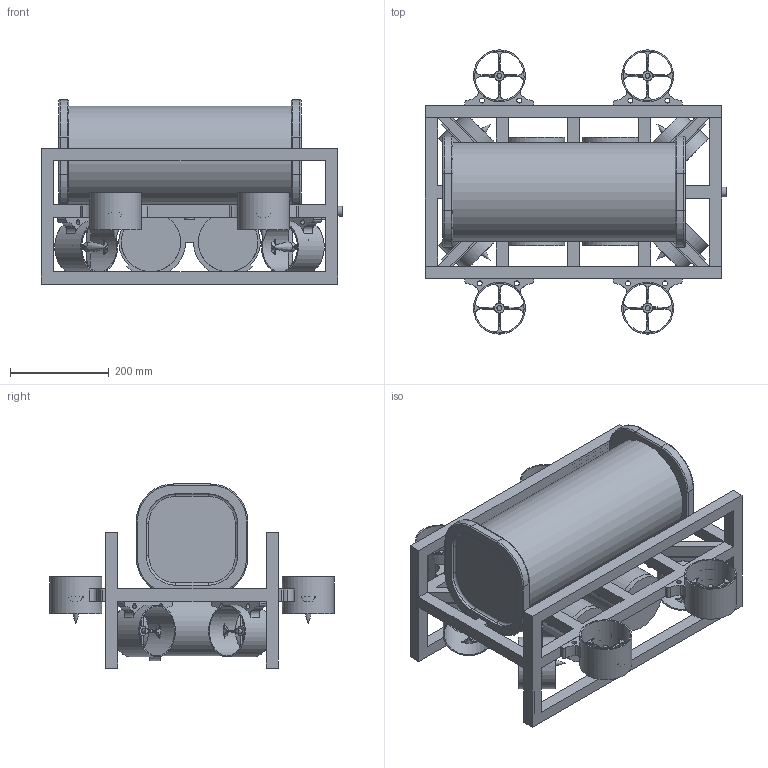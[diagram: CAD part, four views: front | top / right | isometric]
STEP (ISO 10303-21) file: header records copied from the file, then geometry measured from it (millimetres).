
FILE_DESCRIPTION(/* description */ (''),/* implementation_level */ '2;1');
FILE_NAME(/* name */ 'transformed_base_link v2.step',/* time_stamp */ '2025-05-03T16:44:57+05:30',/* author */ (''),/* organization */ (''),/* preprocessor_version */ 'ST-DEVELOPER v20.1',/* originating_system */ 'Autodesk Translation Framework v14.4.0.0',/* authorisation */ '');
FILE_SCHEMA (('AUTOMOTIVE_DESIGN { 1 0 10303 214 3 1 1 }'));
Length unit declared in the file: millimetre
Products named in the file (1): transformed_base_link
Bounding box: 610 x 574.9 x 372.5 mm (x, y, z)
Volume: 18563247.6 mm3; surface area: 3449952.3 mm2
Topology: 26 solids, 43 shells, 1300 faces, 3164 edges, 1954 vertices
Faces by surface type: cylinder 526, plane 446, cone 120, torus 112, bspline 96
Full cylindrical faces by diameter (mm): 10 x40, 20 x9, 100 x16, 105 x8, 120 x6, 170 x4, 180 x4, 200 x1
Entity records: 42281 total; most frequent: CARTESIAN_POINT 11467, DIRECTION 6612, ORIENTED_EDGE 6312, EDGE_CURVE 3156, AXIS2_PLACEMENT_3D 2667, VERTEX_POINT 1954, CIRCLE 1454, EDGE_LOOP 1446
